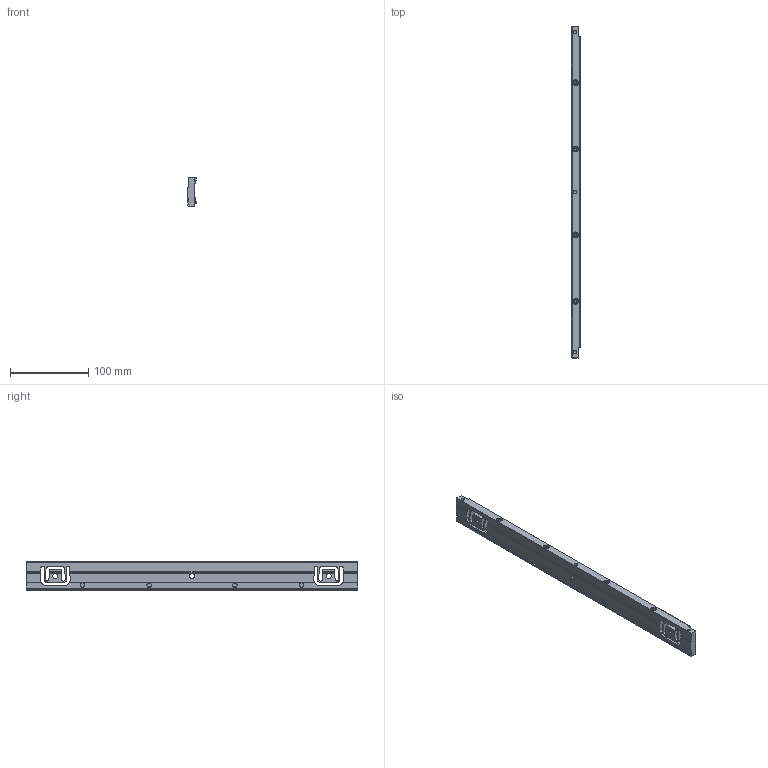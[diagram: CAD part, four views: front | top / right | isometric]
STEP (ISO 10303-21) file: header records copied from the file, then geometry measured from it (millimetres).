
FILE_DESCRIPTION(/* description */ (''),/* implementation_level */ '2;1');
FILE_NAME(/* name */ 'FN101A032_C____MOUNTING SPAR W CLAMPS.stp',/* time_stamp */ '2020-12-03T10:29:45+00:00',/* author */ (''),/* organization */ (''),/* preprocessor_version */ 'ST-DEVELOPER v16.7',/* originating_system */ 'SIEMENS PLM Software NX 12.0',/* authorisation */ '');
FILE_SCHEMA (('AUTOMOTIVE_DESIGN { 1 0 10303 214 3 1 1 1 }'));
Length unit declared in the file: millimetre
Products named in the file (1): 1117460-A
Bounding box: 11.85 x 425 x 36.1 mm (x, y, z)
Volume: 124487.8 mm3; surface area: 52187.7 mm2
Topology: 9 solids, 9 shells, 650 faces, 1812 edges, 1191 vertices
Faces by surface type: plane 357, cylinder 230, cone 47, torus 16
Full cylindrical faces by diameter (mm): 2.05 x4, 2.9 x4, 3 x4, 3.1 x4, 3.4 x8, 3.86 x4, 4.3 x11, 4.6 x8, 6.6 x3, 7 x4, 7.6 x4, 12.9 x3
Entity records: 21557 total; most frequent: CARTESIAN_POINT 5301, DIRECTION 3343, ORIENTED_EDGE 3282, EDGE_CURVE 1641, AXIS2_PLACEMENT_3D 1235, VERTEX_POINT 1155, LINE 873, VECTOR 873
